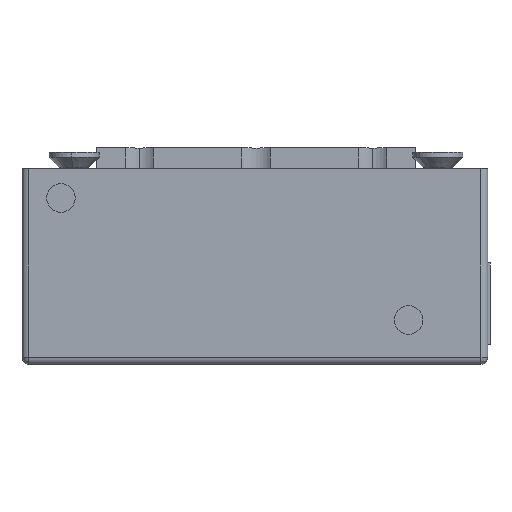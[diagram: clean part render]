
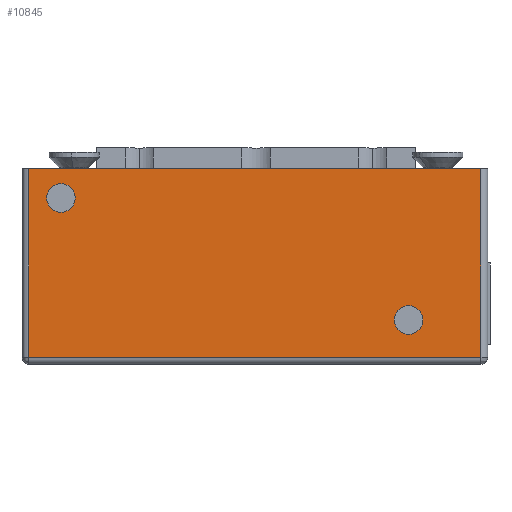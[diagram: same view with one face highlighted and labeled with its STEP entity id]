
A CAD part, left-side view. The second image highlights one B-rep face of the part: STEP entity #10845.
In plain terms, the highlighted face is planar.
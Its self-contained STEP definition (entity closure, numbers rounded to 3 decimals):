
#360 = VERTEX_POINT ( 'NONE', #13853 ) ;
#457 = DIRECTION ( 'NONE',  ( 0., 0., 1. ) ) ;
#515 = DIRECTION ( 'NONE',  ( 0., 0., 1. ) ) ;
#906 = AXIS2_PLACEMENT_3D ( 'NONE', #12840, #20097, #6615 ) ;
#1672 = CARTESIAN_POINT ( 'NONE',  ( 0., 0., 67. ) ) ;
#1936 = DIRECTION ( 'NONE',  ( 0., 0., 1. ) ) ;
#1950 = CARTESIAN_POINT ( 'NONE',  ( 0., 0., 1. ) ) ;
#2850 = VECTOR ( 'NONE', #22209, 1000. ) ;
#3157 = VERTEX_POINT ( 'NONE', #8859 ) ;
#3243 = EDGE_CURVE ( 'NONE', #4586, #3157, #13515, .T. ) ;
#3668 = FACE_OUTER_BOUND ( 'NONE', #22686, .T. ) ;
#4586 = VERTEX_POINT ( 'NONE', #13400 ) ;
#4936 = LINE ( 'NONE', #23006, #9185 ) ;
#4950 = ORIENTED_EDGE ( 'NONE', *, *, #15677, .F. ) ;
#5015 = AXIS2_PLACEMENT_3D ( 'NONE', #7469, #8757, #1936 ) ;
#5564 = FACE_BOUND ( 'NONE', #21901, .T. ) ;
#5581 = ORIENTED_EDGE ( 'NONE', *, *, #18833, .F. ) ;
#5825 = ORIENTED_EDGE ( 'NONE', *, *, #7251, .F. ) ;
#6053 = CARTESIAN_POINT ( 'NONE',  ( 1., 0., 67. ) ) ;
#6615 = DIRECTION ( 'NONE',  ( 0., 0., 1. ) ) ;
#6884 = VERTEX_POINT ( 'NONE', #11141 ) ;
#7111 = CARTESIAN_POINT ( 'NONE',  ( 1., 0., 1. ) ) ;
#7171 = CARTESIAN_POINT ( 'NONE',  ( 6.35, 0., 11.4 ) ) ;
#7251 = EDGE_CURVE ( 'NONE', #14691, #20042, #20365, .T. ) ;
#7469 = CARTESIAN_POINT ( 'NONE',  ( 23.9, 0., 61.4 ) ) ;
#7843 = DIRECTION ( 'NONE',  ( 0., 0., 1. ) ) ;
#8057 = ORIENTED_EDGE ( 'NONE', *, *, #20142, .F. ) ;
#8757 = DIRECTION ( 'NONE',  ( 0., -1., 0. ) ) ;
#8859 = CARTESIAN_POINT ( 'NONE',  ( 28.1, 0., 66. ) ) ;
#8972 = EDGE_CURVE ( 'NONE', #14461, #6884, #22587, .T. ) ;
#9168 = DIRECTION ( 'NONE',  ( 0., -1., 0. ) ) ;
#9185 = VECTOR ( 'NONE', #19296, 1000. ) ;
#9460 = CARTESIAN_POINT ( 'NONE',  ( 23.9, 0., 61.4 ) ) ;
#10470 = AXIS2_PLACEMENT_3D ( 'NONE', #7171, #9168, #457 ) ;
#10593 = PLANE ( 'NONE',  #16807 ) ;
#10845 = ADVANCED_FACE ( 'NONE', ( #5564, #21875, #3668 ), #10593, .F. ) ;
#10945 = DIRECTION ( 'NONE',  ( 0., 0., 1. ) ) ;
#11141 = CARTESIAN_POINT ( 'NONE',  ( 6.35, 0., 13.45 ) ) ;
#12365 = CARTESIAN_POINT ( 'NONE',  ( 6.35, 0., 9.35 ) ) ;
#12497 = LINE ( 'NONE', #6053, #21741 ) ;
#12840 = CARTESIAN_POINT ( 'NONE',  ( 6.35, 0., 11.4 ) ) ;
#13400 = CARTESIAN_POINT ( 'NONE',  ( 1., 0., 66. ) ) ;
#13515 = LINE ( 'NONE', #18982, #2850 ) ;
#13576 = CIRCLE ( 'NONE', #21194, 2.05 ) ;
#13853 = CARTESIAN_POINT ( 'NONE',  ( 23.9, 0., 59.35 ) ) ;
#14021 = EDGE_CURVE ( 'NONE', #360, #14266, #13576, .T. ) ;
#14266 = VERTEX_POINT ( 'NONE', #16644 ) ;
#14461 = VERTEX_POINT ( 'NONE', #12365 ) ;
#14691 = VERTEX_POINT ( 'NONE', #20146 ) ;
#15677 = EDGE_CURVE ( 'NONE', #14266, #360, #21991, .T. ) ;
#15785 = ORIENTED_EDGE ( 'NONE', *, *, #8972, .F. ) ;
#15982 = ORIENTED_EDGE ( 'NONE', *, *, #3243, .F. ) ;
#16147 = DIRECTION ( 'NONE',  ( 0., 1., 0. ) ) ;
#16644 = CARTESIAN_POINT ( 'NONE',  ( 23.9, 0., 63.45 ) ) ;
#16673 = DIRECTION ( 'NONE',  ( 0., -1., 0. ) ) ;
#16807 = AXIS2_PLACEMENT_3D ( 'NONE', #1672, #16147, #10945 ) ;
#16897 = VECTOR ( 'NONE', #20245, 1000. ) ;
#18833 = EDGE_CURVE ( 'NONE', #6884, #14461, #19758, .T. ) ;
#18982 = CARTESIAN_POINT ( 'NONE',  ( 0., 0., 66. ) ) ;
#19296 = DIRECTION ( 'NONE',  ( 0., 0., -1. ) ) ;
#19630 = EDGE_CURVE ( 'NONE', #3157, #14691, #4936, .T. ) ;
#19758 = CIRCLE ( 'NONE', #906, 2.05 ) ;
#20042 = VERTEX_POINT ( 'NONE', #7111 ) ;
#20097 = DIRECTION ( 'NONE',  ( 0., -1., 0. ) ) ;
#20142 = EDGE_CURVE ( 'NONE', #20042, #4586, #12497, .T. ) ;
#20146 = CARTESIAN_POINT ( 'NONE',  ( 28.1, 0., 1. ) ) ;
#20245 = DIRECTION ( 'NONE',  ( -1., 0., 0. ) ) ;
#20365 = LINE ( 'NONE', #1950, #16897 ) ;
#20646 = EDGE_LOOP ( 'NONE', ( #4950, #21584 ) ) ;
#21194 = AXIS2_PLACEMENT_3D ( 'NONE', #9460, #16673, #7843 ) ;
#21584 = ORIENTED_EDGE ( 'NONE', *, *, #14021, .F. ) ;
#21741 = VECTOR ( 'NONE', #515, 1000. ) ;
#21875 = FACE_BOUND ( 'NONE', #20646, .T. ) ;
#21901 = EDGE_LOOP ( 'NONE', ( #5581, #15785 ) ) ;
#21991 = CIRCLE ( 'NONE', #5015, 2.05 ) ;
#22209 = DIRECTION ( 'NONE',  ( 1., 0., 0. ) ) ;
#22587 = CIRCLE ( 'NONE', #10470, 2.05 ) ;
#22686 = EDGE_LOOP ( 'NONE', ( #15982, #8057, #5825, #22907 ) ) ;
#22907 = ORIENTED_EDGE ( 'NONE', *, *, #19630, .F. ) ;
#23006 = CARTESIAN_POINT ( 'NONE',  ( 28.1, 0., 67. ) ) ;
